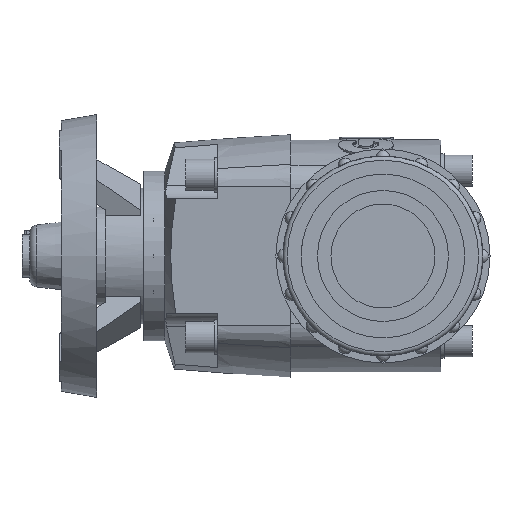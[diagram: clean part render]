
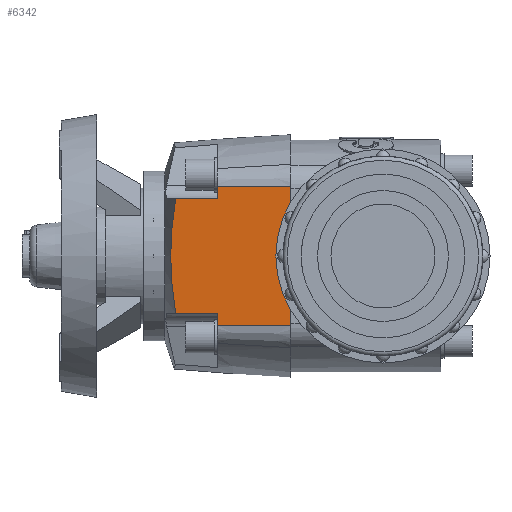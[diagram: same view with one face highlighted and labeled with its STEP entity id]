
A CAD part, left-side view. The second image highlights one B-rep face of the part: STEP entity #6342.
In plain terms, the highlighted planar face has unit normal (-0.998, 0.07, 0).
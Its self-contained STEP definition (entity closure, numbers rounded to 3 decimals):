
#88=(
BOUNDED_CURVE()
B_SPLINE_CURVE(2,(#10236,#10237,#10238),.UNSPECIFIED.,.F.,.F.)
B_SPLINE_CURVE_WITH_KNOTS((3,3),(-30.345,-22.835),
 .UNSPECIFIED.)
CURVE()
GEOMETRIC_REPRESENTATION_ITEM()
RATIONAL_B_SPLINE_CURVE((2.638,2.837,2.837))
REPRESENTATION_ITEM('')
);
#98=(
BOUNDED_CURVE()
B_SPLINE_CURVE(2,(#10349,#10350,#10351),.UNSPECIFIED.,.F.,.F.)
B_SPLINE_CURVE_WITH_KNOTS((3,3),(-22.835,-15.326),
 .UNSPECIFIED.)
CURVE()
GEOMETRIC_REPRESENTATION_ITEM()
RATIONAL_B_SPLINE_CURVE((2.837,2.837,2.638))
REPRESENTATION_ITEM('')
);
#277=PLANE('',#7122);
#620=LINE('',#12317,#1000);
#629=LINE('',#12389,#1009);
#639=LINE('',#12430,#1019);
#642=LINE('',#12442,#1022);
#647=LINE('',#12458,#1027);
#649=LINE('',#12461,#1029);
#655=LINE('',#12477,#1035);
#1000=VECTOR('',#8772,1.);
#1009=VECTOR('',#8855,1.);
#1019=VECTOR('',#8911,1.);
#1022=VECTOR('',#8922,1.);
#1027=VECTOR('',#8937,1.);
#1029=VECTOR('',#8941,1.);
#1035=VECTOR('',#8961,1.);
#1403=FACE_OUTER_BOUND('',#1791,.T.);
#1791=EDGE_LOOP('',(#5461,#5462,#5463,#5464,#5465,#5466,#5467,#5468,#5469));
#2450=VERTEX_POINT('',#10234);
#2451=VERTEX_POINT('',#10235);
#2466=VERTEX_POINT('',#10345);
#2885=VERTEX_POINT('',#12314);
#2886=VERTEX_POINT('',#12316);
#2911=VERTEX_POINT('',#12386);
#2912=VERTEX_POINT('',#12388);
#2918=VERTEX_POINT('',#12439);
#2919=VERTEX_POINT('',#12441);
#3082=EDGE_CURVE('',#2450,#2451,#88,.T.);
#3098=EDGE_CURVE('',#2451,#2466,#98,.T.);
#3743=EDGE_CURVE('',#2886,#2885,#620,.T.);
#3775=EDGE_CURVE('',#2912,#2911,#629,.T.);
#3790=EDGE_CURVE('',#2911,#2450,#639,.T.);
#3795=EDGE_CURVE('',#2919,#2918,#642,.T.);
#3803=EDGE_CURVE('',#2466,#2919,#647,.T.);
#3805=EDGE_CURVE('',#2886,#2918,#649,.T.);
#3812=EDGE_CURVE('',#2885,#2912,#655,.T.);
#5461=ORIENTED_EDGE('',*,*,#3790,.T.);
#5462=ORIENTED_EDGE('',*,*,#3082,.T.);
#5463=ORIENTED_EDGE('',*,*,#3098,.T.);
#5464=ORIENTED_EDGE('',*,*,#3803,.T.);
#5465=ORIENTED_EDGE('',*,*,#3795,.T.);
#5466=ORIENTED_EDGE('',*,*,#3805,.F.);
#5467=ORIENTED_EDGE('',*,*,#3743,.T.);
#5468=ORIENTED_EDGE('',*,*,#3812,.T.);
#5469=ORIENTED_EDGE('',*,*,#3775,.T.);
#6342=ADVANCED_FACE('',(#1403),#277,.T.);
#7122=AXIS2_PLACEMENT_3D('',#12478,#8962,#8963);
#8772=DIRECTION('',(0.,0.,1.));
#8855=DIRECTION('',(0.,0.,-1.));
#8911=DIRECTION('',(0.07,0.998,0.));
#8922=DIRECTION('',(0.,0.,-1.));
#8937=DIRECTION('',(-0.07,-0.998,0.));
#8941=DIRECTION('',(0.07,0.998,0.));
#8961=DIRECTION('',(0.07,0.998,0.));
#8962=DIRECTION('center_axis',(-0.998,0.07,0.));
#8963=DIRECTION('ref_axis',(0.,0.,1.));
#10234=CARTESIAN_POINT('',(-49.625,99.676,27.5));
#10235=CARTESIAN_POINT('',(-49.456,102.088,0.));
#10236=CARTESIAN_POINT('Ctrl Pts',(-49.625,99.676,27.5));
#10237=CARTESIAN_POINT('Ctrl Pts',(-49.456,102.088,12.787));
#10238=CARTESIAN_POINT('Ctrl Pts',(-49.456,102.088,0.));
#10345=CARTESIAN_POINT('',(-49.625,99.676,-27.5));
#10349=CARTESIAN_POINT('Ctrl Pts',(-49.456,102.088,0.));
#10350=CARTESIAN_POINT('Ctrl Pts',(-49.456,102.088,-12.787));
#10351=CARTESIAN_POINT('Ctrl Pts',(-49.625,99.676,-27.5));
#12314=CARTESIAN_POINT('',(-53.5,44.255,33.295));
#12316=CARTESIAN_POINT('',(-53.5,44.255,-33.295));
#12317=CARTESIAN_POINT('',(-53.5,44.255,-33.295));
#12386=CARTESIAN_POINT('',(-51.021,79.708,27.5));
#12388=CARTESIAN_POINT('',(-51.021,79.708,33.295));
#12389=CARTESIAN_POINT('',(-51.021,79.708,39.037));
#12430=CARTESIAN_POINT('',(-49.779,97.47,27.5));
#12439=CARTESIAN_POINT('',(-51.021,79.708,-33.295));
#12441=CARTESIAN_POINT('',(-51.021,79.708,-27.5));
#12442=CARTESIAN_POINT('',(-51.021,79.708,-5.742));
#12458=CARTESIAN_POINT('',(-52.246,62.19,-27.5));
#12461=CARTESIAN_POINT('',(-53.5,44.255,-33.295));
#12477=CARTESIAN_POINT('',(-53.5,44.255,33.295));
#12478=CARTESIAN_POINT('Origin',(-53.5,44.255,33.295));
